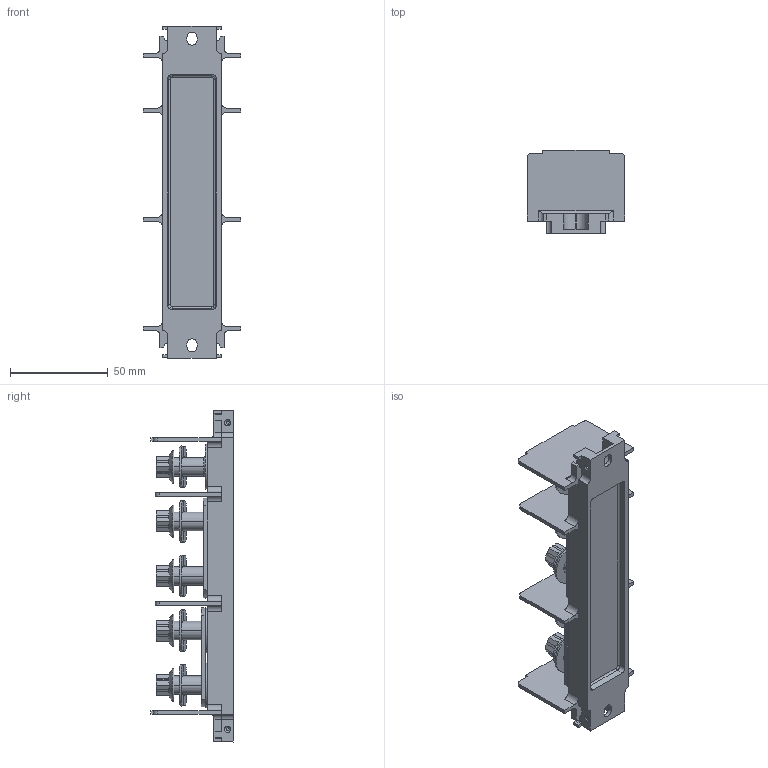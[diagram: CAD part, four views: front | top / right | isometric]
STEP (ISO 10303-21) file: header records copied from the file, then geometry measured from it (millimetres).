
FILE_DESCRIPTION((''),'2;1');
FILE_NAME('32409059002','2020-08-31T',('presta_be4'),(''),'CREO PARAMETRIC BY PTC INC, 2018360','CREO PARAMETRIC BY PTC INC, 2018360','');
FILE_SCHEMA(('CONFIG_CONTROL_DESIGN'));
Length unit declared in the file: millimetre
Products named in the file (1): 32409059002
Bounding box: 50 x 42.5 x 170.2 mm (x, y, z)
Volume: 82234.6 mm3; surface area: 40537.2 mm2
Topology: 6 solids, 6 shells, 543 faces, 1488 edges, 963 vertices
Faces by surface type: plane 262, cylinder 185, cone 72, torus 20, bspline 4
Entity records: 19696 total; most frequent: CARTESIAN_POINT 6244, ORIENTED_EDGE 2948, DIRECTION 2604, EDGE_CURVE 1474, VERTEX_POINT 963, AXIS2_PLACEMENT_3D 911, VECTOR 782, LINE 782
